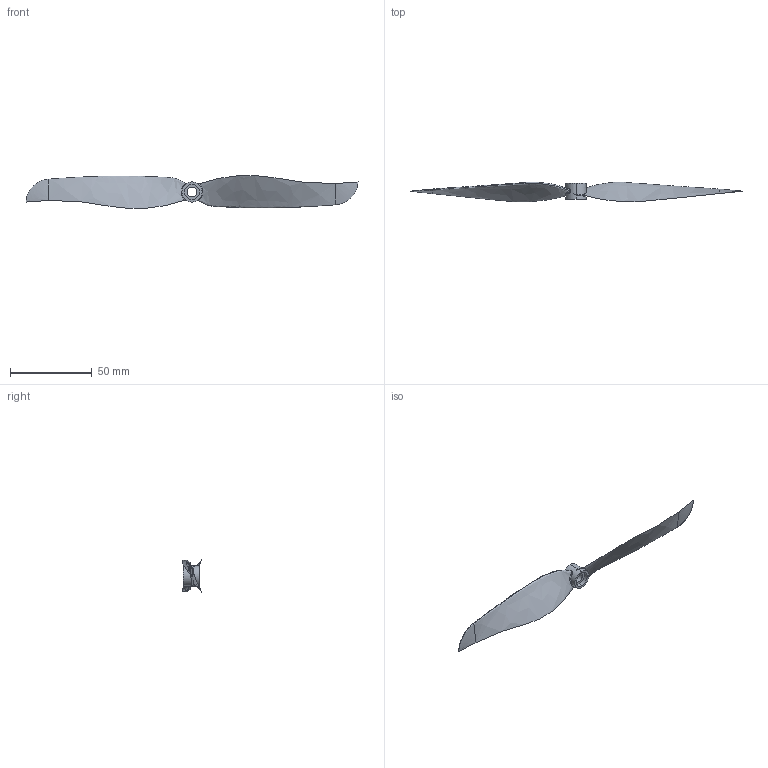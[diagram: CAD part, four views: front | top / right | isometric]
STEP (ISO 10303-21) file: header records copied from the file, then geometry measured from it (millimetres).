
FILE_DESCRIPTION (( 'STEP AP214' ), '1' );
FILE_NAME ('EP-8060.STEP', '2023-01-18T20:15:58', ( '' ), ( '' ), 'SwSTEP 2.0', 'SolidWorks 2021', '' );
FILE_SCHEMA (( 'AUTOMOTIVE_DESIGN' ));
Length unit declared in the file: millimetre
Products named in the file (1): EP-8060
Bounding box: 203.2 x 11.89 x 20.13 mm (x, y, z)
Volume: 3917.8 mm3; surface area: 7616.8 mm2
Topology: 1 solids, 1 shells, 21 faces, 68 edges, 46 vertices
Faces by surface type: bspline 12, cylinder 6, plane 3
Entity records: 3642 total; most frequent: CARTESIAN_POINT 3134, ORIENTED_EDGE 128, EDGE_CURVE 64, DIRECTION 52, VERTEX_POINT 46, B_SPLINE_CURVE_WITH_KNOTS 44, EDGE_LOOP 24, AXIS2_PLACEMENT_3D 22
